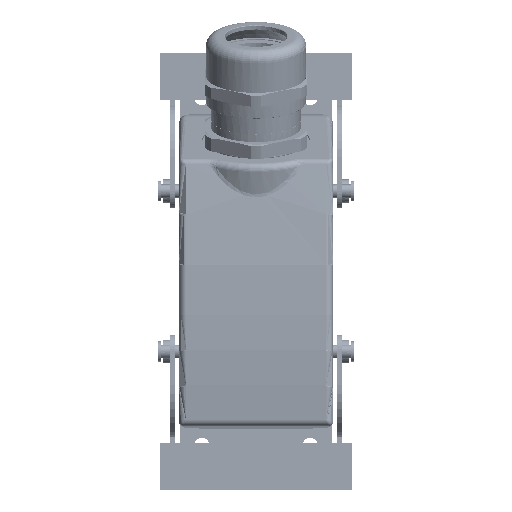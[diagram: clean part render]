
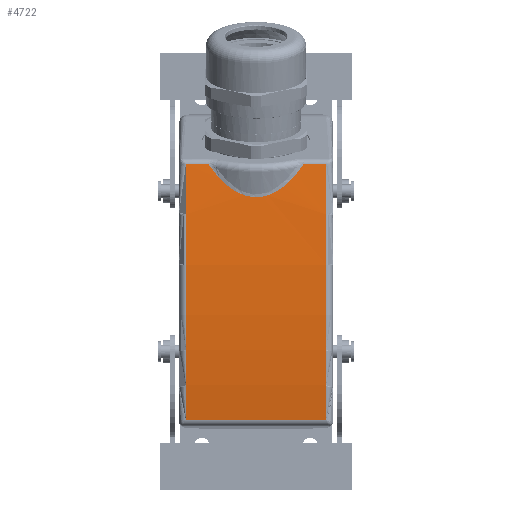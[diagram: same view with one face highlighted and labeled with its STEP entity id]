
A CAD part, top view. The second image highlights one B-rep face of the part: STEP entity #4722.
In plain terms, the highlighted cylindrical face has radius 300 mm (diameter 600 mm), a partial arc.
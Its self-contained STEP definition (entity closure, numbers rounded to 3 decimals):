
#2481=AXIS2_PLACEMENT_3D('Circle Axis2P3D',#2479,#2480,$) ;
#2499=AXIS2_PLACEMENT_3D('Circle Axis2P3D',#2497,#2498,$) ;
#4675=AXIS2_PLACEMENT_3D('Cylinder Axis2P3D',#4672,#4673,#4674) ;
#4702=AXIS2_PLACEMENT_3D('Circle Axis2P3D',#4700,#4701,$) ;
#4709=AXIS2_PLACEMENT_3D('Circle Axis2P3D',#4707,#4708,$) ;
#2458=CARTESIAN_POINT('Vertex',(49.75,51.721,91.668)) ;
#2476=CARTESIAN_POINT('Vertex',(49.75,96.343,89.385)) ;
#2479=CARTESIAN_POINT('Axis2P3D Location',(49.75,58.75,-208.25)) ;
#2497=CARTESIAN_POINT('Axis2P3D Location',(49.75,58.75,-208.25)) ;
#2501=CARTESIAN_POINT('Vertex',(49.75,20.586,89.313)) ;
#3042=CARTESIAN_POINT('Line Origine',(29.,20.586,89.313)) ;
#3046=CARTESIAN_POINT('Vertex',(8.25,20.586,89.313)) ;
#4234=CARTESIAN_POINT('Line Origine',(29.,96.343,89.385)) ;
#4238=CARTESIAN_POINT('Vertex',(14.908,96.343,89.385)) ;
#4240=CARTESIAN_POINT('Vertex',(8.25,96.343,89.385)) ;
#4462=CARTESIAN_POINT('Vertex',(43.092,96.343,89.385)) ;
#4488=CARTESIAN_POINT('Line Origine',(29.,96.343,89.385)) ;
#4672=CARTESIAN_POINT('Axis2P3D Location',(29.,58.75,-208.25)) ;
#4678=CARTESIAN_POINT('Control Point',(14.908,96.343,89.385)) ;
#4679=CARTESIAN_POINT('Control Point',(15.231,95.867,89.445)) ;
#4680=CARTESIAN_POINT('Control Point',(15.563,95.397,89.504)) ;
#4681=CARTESIAN_POINT('Control Point',(15.904,94.932,89.561)) ;
#4682=CARTESIAN_POINT('Control Point',(17.342,93.054,89.787)) ;
#4683=CARTESIAN_POINT('Control Point',(18.946,91.303,89.983)) ;
#4684=CARTESIAN_POINT('Control Point',(20.276,90.067,90.114)) ;
#4685=CARTESIAN_POINT('Control Point',(22.69,88.275,90.296)) ;
#4686=CARTESIAN_POINT('Control Point',(25.457,87.131,90.405)) ;
#4687=CARTESIAN_POINT('Control Point',(26.603,86.805,90.435)) ;
#4688=CARTESIAN_POINT('Control Point',(28.961,86.476,90.466)) ;
#4689=CARTESIAN_POINT('Control Point',(31.319,86.789,90.437)) ;
#4690=CARTESIAN_POINT('Control Point',(32.466,87.106,90.407)) ;
#4691=CARTESIAN_POINT('Control Point',(34.529,87.944,90.327)) ;
#4692=CARTESIAN_POINT('Control Point',(36.396,89.143,90.207)) ;
#4693=CARTESIAN_POINT('Control Point',(37.228,89.769,90.143)) ;
#4694=CARTESIAN_POINT('Control Point',(39.052,91.324,89.979)) ;
#4695=CARTESIAN_POINT('Control Point',(40.668,93.089,89.781)) ;
#4696=CARTESIAN_POINT('Control Point',(41.527,94.139,89.658)) ;
#4697=CARTESIAN_POINT('Control Point',(42.333,95.226,89.526)) ;
#4698=CARTESIAN_POINT('Control Point',(43.092,96.343,89.385)) ;
#4700=CARTESIAN_POINT('Axis2P3D Location',(8.25,58.75,-208.25)) ;
#4704=CARTESIAN_POINT('Vertex',(8.25,51.721,91.668)) ;
#4707=CARTESIAN_POINT('Axis2P3D Location',(8.25,58.75,-208.25)) ;
#2480=DIRECTION('Axis2P3D Direction',(-1.,0.,0.)) ;
#2498=DIRECTION('Axis2P3D Direction',(-1.,0.,0.)) ;
#3043=DIRECTION('Vector Direction',(-1.,0.,0.)) ;
#4235=DIRECTION('Vector Direction',(1.,0.,0.)) ;
#4489=DIRECTION('Vector Direction',(1.,0.,0.)) ;
#4673=DIRECTION('Axis2P3D Direction',(-1.,0.,0.)) ;
#4674=DIRECTION('Axis2P3D XDirection',(0.,-0.317,0.949)) ;
#4701=DIRECTION('Axis2P3D Direction',(-1.,0.,0.)) ;
#4708=DIRECTION('Axis2P3D Direction',(-1.,0.,0.)) ;
#3044=VECTOR('Line Direction',#3043,1.) ;
#4236=VECTOR('Line Direction',#4235,1.) ;
#4490=VECTOR('Line Direction',#4489,1.) ;
#4713=ORIENTED_EDGE('',*,*,#4699,.T.) ;
#4714=ORIENTED_EDGE('',*,*,#4242,.T.) ;
#4715=ORIENTED_EDGE('',*,*,#4706,.T.) ;
#4716=ORIENTED_EDGE('',*,*,#4711,.T.) ;
#4717=ORIENTED_EDGE('',*,*,#3048,.T.) ;
#4718=ORIENTED_EDGE('',*,*,#2503,.T.) ;
#4719=ORIENTED_EDGE('',*,*,#2483,.T.) ;
#4720=ORIENTED_EDGE('',*,*,#4492,.T.) ;
#4722=ADVANCED_FACE('1027640000.1\\1656480000_S.1\\Hood',(#4721),#4676,.T.) ;
#4677=B_SPLINE_CURVE_WITH_KNOTS('',5,(#4678,#4679,#4680,#4681,#4682,#4683,#4684,#4685,#4686,#4687,#4688,#4689,#4690,#4691,#4692,#4693,#4694,#4695,#4696,#4697,#4698),.UNSPECIFIED.,.F.,.U.,(6,3,3,3,3,3,6),(0.,4.111,16.87,25.201,33.523,40.875,50.526),.UNSPECIFIED.) ;
#2482=CIRCLE('generated circle',#2481,300.) ;
#2500=CIRCLE('generated circle',#2499,300.) ;
#4703=CIRCLE('generated circle',#4702,300.) ;
#4710=CIRCLE('generated circle',#4709,300.) ;
#4676=CYLINDRICAL_SURFACE('generated cylinder',#4675,300.) ;
#2483=EDGE_CURVE('',#2459,#2477,#2482,.T.) ;
#2503=EDGE_CURVE('',#2502,#2459,#2500,.T.) ;
#3048=EDGE_CURVE('',#3047,#2502,#3045,.F.) ;
#4242=EDGE_CURVE('',#4239,#4241,#4237,.F.) ;
#4492=EDGE_CURVE('',#2477,#4463,#4491,.F.) ;
#4699=EDGE_CURVE('',#4463,#4239,#4677,.F.) ;
#4706=EDGE_CURVE('',#4241,#4705,#4703,.F.) ;
#4711=EDGE_CURVE('',#4705,#3047,#4710,.F.) ;
#4712=EDGE_LOOP('',(#4713,#4714,#4715,#4716,#4717,#4718,#4719,#4720)) ;
#4721=FACE_OUTER_BOUND('',#4712,.T.) ;
#3045=LINE('Line',#3042,#3044) ;
#4237=LINE('Line',#4234,#4236) ;
#4491=LINE('Line',#4488,#4490) ;
#2459=VERTEX_POINT('',#2458) ;
#2477=VERTEX_POINT('',#2476) ;
#2502=VERTEX_POINT('',#2501) ;
#3047=VERTEX_POINT('',#3046) ;
#4239=VERTEX_POINT('',#4238) ;
#4241=VERTEX_POINT('',#4240) ;
#4463=VERTEX_POINT('',#4462) ;
#4705=VERTEX_POINT('',#4704) ;
